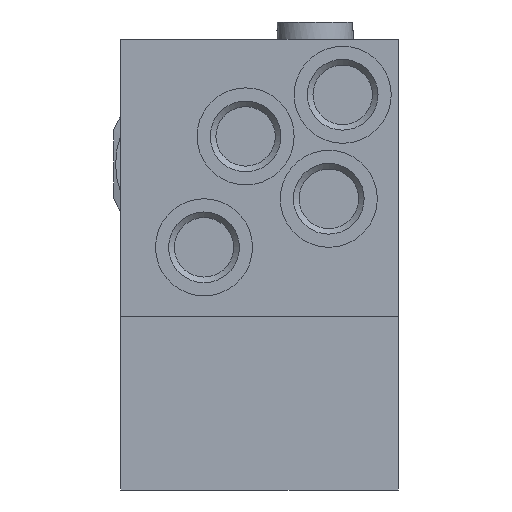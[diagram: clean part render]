
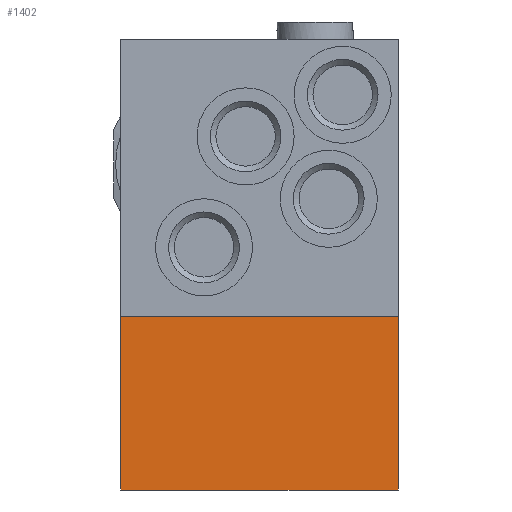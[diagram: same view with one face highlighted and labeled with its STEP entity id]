
A CAD part, front view. The second image highlights one B-rep face of the part: STEP entity #1402.
In plain terms, the highlighted planar face has unit normal (0, -1, 0).
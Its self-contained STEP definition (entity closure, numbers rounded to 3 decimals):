
#118=PLANE('',#1552);
#180=FACE_OUTER_BOUND('',#262,.T.);
#262=EDGE_LOOP('',(#1184,#1185,#1186,#1187));
#351=LINE('',#2377,#427);
#353=LINE('',#2381,#429);
#354=LINE('',#2383,#430);
#355=LINE('',#2384,#431);
#427=VECTOR('',#1872,10.);
#429=VECTOR('',#1876,10.);
#430=VECTOR('',#1877,10.);
#431=VECTOR('',#1878,10.);
#677=VERTEX_POINT('',#2374);
#678=VERTEX_POINT('',#2376);
#679=VERTEX_POINT('',#2380);
#680=VERTEX_POINT('',#2382);
#860=EDGE_CURVE('',#678,#677,#351,.T.);
#862=EDGE_CURVE('',#677,#679,#353,.T.);
#863=EDGE_CURVE('',#680,#679,#354,.T.);
#864=EDGE_CURVE('',#678,#680,#355,.T.);
#1184=ORIENTED_EDGE('',*,*,#862,.T.);
#1185=ORIENTED_EDGE('',*,*,#863,.F.);
#1186=ORIENTED_EDGE('',*,*,#864,.F.);
#1187=ORIENTED_EDGE('',*,*,#860,.T.);
#1402=ADVANCED_FACE('',(#180),#118,.T.);
#1552=AXIS2_PLACEMENT_3D('',#2379,#1874,#1875);
#1872=DIRECTION('',(0.,0.,1.));
#1874=DIRECTION('center_axis',(0.,-1.,0.));
#1875=DIRECTION('ref_axis',(0.,0.,-1.));
#1876=DIRECTION('',(-1.,0.,0.));
#1877=DIRECTION('',(0.,0.,1.));
#1878=DIRECTION('',(-1.,0.,0.));
#2374=CARTESIAN_POINT('',(19.999,-19.999,7.5));
#2376=CARTESIAN_POINT('',(19.999,-19.999,-17.5));
#2377=CARTESIAN_POINT('',(19.999,-19.999,-17.5));
#2379=CARTESIAN_POINT('Origin',(19.999,-19.999,-17.5));
#2380=CARTESIAN_POINT('',(-19.999,-19.999,7.5));
#2381=CARTESIAN_POINT('',(10.,-19.999,7.5));
#2382=CARTESIAN_POINT('',(-19.999,-19.999,-17.5));
#2383=CARTESIAN_POINT('',(-19.999,-19.999,-17.5));
#2384=CARTESIAN_POINT('',(10.,-19.999,-17.5));
